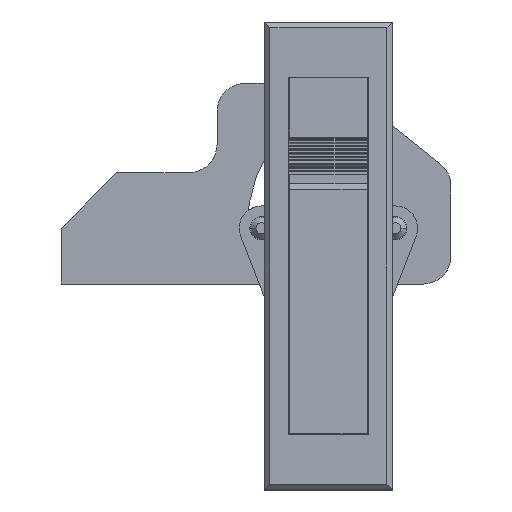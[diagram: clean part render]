
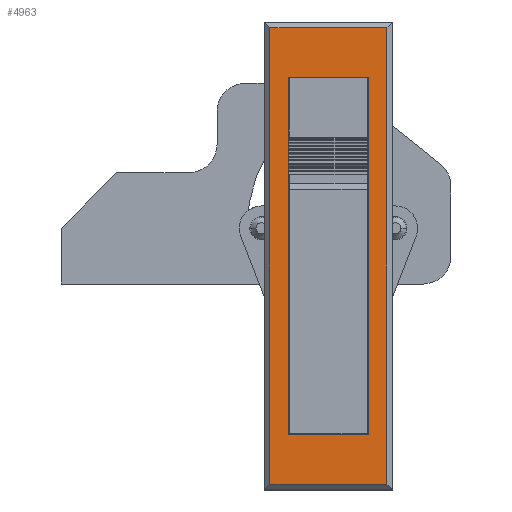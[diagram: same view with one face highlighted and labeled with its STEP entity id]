
A CAD part, top view. The second image highlights one B-rep face of the part: STEP entity #4963.
In plain terms, the highlighted planar face has unit normal (0, 0, 1).
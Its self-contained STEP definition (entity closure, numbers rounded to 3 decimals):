
#91 = EDGE_CURVE ( 'NONE', #9802, #10622, #9507, .T. ) ;
#321 = EDGE_CURVE ( 'NONE', #10622, #6419, #7782, .T. ) ;
#323 = ORIENTED_EDGE ( 'NONE', *, *, #2940, .T. ) ;
#486 = CARTESIAN_POINT ( 'NONE',  ( 10.5, 37., 5. ) ) ;
#1101 = EDGE_CURVE ( 'NONE', #7478, #8085, #9044, .T. ) ;
#1352 = CARTESIAN_POINT ( 'NONE',  ( 11.5, 37., 5. ) ) ;
#1539 = VECTOR ( 'NONE', #4849, 1000. ) ;
#1821 = CARTESIAN_POINT ( 'NONE',  ( -7.15, 27.1, 5. ) ) ;
#2299 = DIRECTION ( 'NONE',  ( 0., -1., 0. ) ) ;
#2366 = EDGE_CURVE ( 'NONE', #7276, #6886, #4743, .T. ) ;
#2591 = FACE_BOUND ( 'NONE', #6944, .T. ) ;
#2940 = EDGE_CURVE ( 'NONE', #10013, #9802, #4890, .T. ) ;
#2999 = CARTESIAN_POINT ( 'NONE',  ( 7.15, 27.1, 5. ) ) ;
#3020 = LINE ( 'NONE', #6562, #10036 ) ;
#3041 = DIRECTION ( 'NONE',  ( 0., 0., -1. ) ) ;
#3136 = DIRECTION ( 'NONE',  ( 0., 1., 0. ) ) ;
#3455 = EDGE_CURVE ( 'NONE', #6419, #10013, #6553, .T. ) ;
#3553 = AXIS2_PLACEMENT_3D ( 'NONE', #1352, #3041, #3136 ) ;
#3608 = VECTOR ( 'NONE', #7703, 1000. ) ;
#3665 = ORIENTED_EDGE ( 'NONE', *, *, #2366, .T. ) ;
#3902 = DIRECTION ( 'NONE',  ( 1., 0., 0. ) ) ;
#4520 = CARTESIAN_POINT ( 'NONE',  ( -10.5, 36., 5. ) ) ;
#4662 = CARTESIAN_POINT ( 'NONE',  ( 11.5, -46., 5. ) ) ;
#4743 = LINE ( 'NONE', #10241, #10351 ) ;
#4849 = DIRECTION ( 'NONE',  ( 0., 1., 0. ) ) ;
#4890 = LINE ( 'NONE', #486, #1539 ) ;
#4963 = ADVANCED_FACE ( 'NONE', ( #4976, #2591 ), #10335, .F. ) ;
#4976 = FACE_OUTER_BOUND ( 'NONE', #8230, .T. ) ;
#5009 = DIRECTION ( 'NONE',  ( 0., -1., 0. ) ) ;
#5137 = VECTOR ( 'NONE', #5009, 1000. ) ;
#5237 = DIRECTION ( 'NONE',  ( -1., 0., 0. ) ) ;
#5259 = ORIENTED_EDGE ( 'NONE', *, *, #6611, .T. ) ;
#5313 = CARTESIAN_POINT ( 'NONE',  ( -7.15, -37.1, 5. ) ) ;
#5763 = CARTESIAN_POINT ( 'NONE',  ( 7.15, -7., 5. ) ) ;
#5946 = ORIENTED_EDGE ( 'NONE', *, *, #91, .T. ) ;
#6243 = ORIENTED_EDGE ( 'NONE', *, *, #3455, .T. ) ;
#6419 = VERTEX_POINT ( 'NONE', #7486 ) ;
#6424 = DIRECTION ( 'NONE',  ( 1., 0., 0. ) ) ;
#6553 = LINE ( 'NONE', #4662, #10240 ) ;
#6562 = CARTESIAN_POINT ( 'NONE',  ( -7.15, -37.1, 5. ) ) ;
#6611 = EDGE_CURVE ( 'NONE', #6886, #7478, #7755, .T. ) ;
#6722 = ORIENTED_EDGE ( 'NONE', *, *, #321, .T. ) ;
#6759 = CARTESIAN_POINT ( 'NONE',  ( -7.15, 27.1, 5. ) ) ;
#6886 = VERTEX_POINT ( 'NONE', #1821 ) ;
#6944 = EDGE_LOOP ( 'NONE', ( #3665, #5259, #8084, #7836 ) ) ;
#7045 = CARTESIAN_POINT ( 'NONE',  ( 7.15, -37.1, 5. ) ) ;
#7276 = VERTEX_POINT ( 'NONE', #5313 ) ;
#7478 = VERTEX_POINT ( 'NONE', #2999 ) ;
#7486 = CARTESIAN_POINT ( 'NONE',  ( -10.5, -46., 5. ) ) ;
#7566 = EDGE_CURVE ( 'NONE', #7276, #8085, #3020, .T. ) ;
#7703 = DIRECTION ( 'NONE',  ( 1., 0., 0. ) ) ;
#7755 = LINE ( 'NONE', #6759, #3608 ) ;
#7782 = LINE ( 'NONE', #9497, #5137 ) ;
#7836 = ORIENTED_EDGE ( 'NONE', *, *, #7566, .F. ) ;
#8084 = ORIENTED_EDGE ( 'NONE', *, *, #1101, .T. ) ;
#8085 = VERTEX_POINT ( 'NONE', #7045 ) ;
#8230 = EDGE_LOOP ( 'NONE', ( #5946, #6722, #6243, #323 ) ) ;
#8627 = VECTOR ( 'NONE', #5237, 1000. ) ;
#9044 = LINE ( 'NONE', #5763, #11153 ) ;
#9143 = CARTESIAN_POINT ( 'NONE',  ( 10.5, 36., 5. ) ) ;
#9497 = CARTESIAN_POINT ( 'NONE',  ( -10.5, 37., 5. ) ) ;
#9507 = LINE ( 'NONE', #9711, #8627 ) ;
#9711 = CARTESIAN_POINT ( 'NONE',  ( 11.5, 36., 5. ) ) ;
#9802 = VERTEX_POINT ( 'NONE', #9143 ) ;
#10013 = VERTEX_POINT ( 'NONE', #11212 ) ;
#10036 = VECTOR ( 'NONE', #6424, 1000. ) ;
#10240 = VECTOR ( 'NONE', #3902, 1000. ) ;
#10241 = CARTESIAN_POINT ( 'NONE',  ( -7.15, 18., 5. ) ) ;
#10335 = PLANE ( 'NONE',  #3553 ) ;
#10351 = VECTOR ( 'NONE', #11282, 1000. ) ;
#10622 = VERTEX_POINT ( 'NONE', #4520 ) ;
#11153 = VECTOR ( 'NONE', #2299, 1000. ) ;
#11212 = CARTESIAN_POINT ( 'NONE',  ( 10.5, -46., 5. ) ) ;
#11282 = DIRECTION ( 'NONE',  ( 0., 1., 0. ) ) ;
